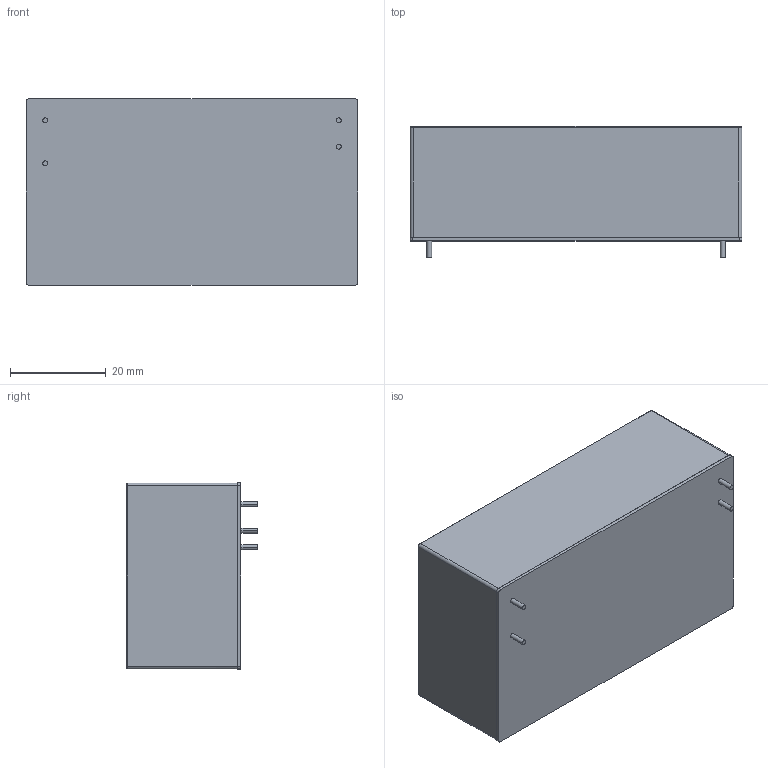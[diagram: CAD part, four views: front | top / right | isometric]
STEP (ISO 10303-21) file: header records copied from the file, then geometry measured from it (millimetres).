
FILE_DESCRIPTION(('STEP AP242'),'1');
FILE_NAME('power_supply_irm-30-5.stp','2023-08-29T03:28:26',('TraceParts'),('TraceParts S.A.'),'Spatial InterOp 3D',' ',' ');
FILE_SCHEMA(('AP242_MANAGED_MODEL_BASED_3D_ENGINEERING_MIM_LF {1 0 10303 442 1 1 4}'));
Length unit declared in the file: millimetre
Products named in the file (1): power_supply_irm-30-5
Bounding box: 69.5 x 27.5 x 39 mm (x, y, z)
Volume: 7006.3 mm3; surface area: 20683.5 mm2
Topology: 1 solids, 2 shells, 57 faces, 132 edges, 88 vertices
Faces by surface type: cylinder 32, plane 25
Entity records: 2256 total; most frequent: CARTESIAN_POINT 450, DIRECTION 288, ORIENTED_EDGE 264, EDGE_CURVE 132, AXIS2_PLACEMENT_3D 110, VERTEX_POINT 88, LINE 68, VECTOR 68
